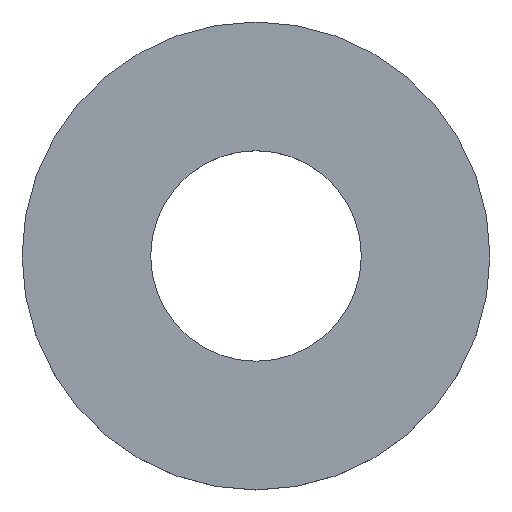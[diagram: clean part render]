
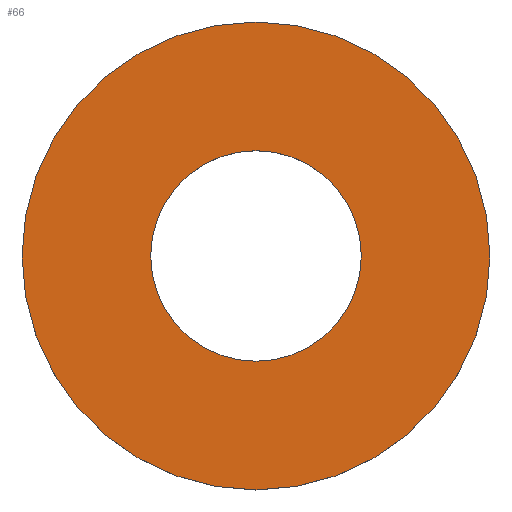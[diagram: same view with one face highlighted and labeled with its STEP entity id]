
A CAD part, top view. The second image highlights one B-rep face of the part: STEP entity #66.
In plain terms, the highlighted planar face has unit normal (0, 0, 1).
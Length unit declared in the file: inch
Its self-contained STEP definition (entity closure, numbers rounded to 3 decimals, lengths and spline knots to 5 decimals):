
#6 = DIRECTION ( 'NONE',  ( 0., 0., 1. ) ) ;
#12 = CARTESIAN_POINT ( 'NONE',  ( 0., 0., 0. ) ) ;
#16 = CARTESIAN_POINT ( 'NONE',  ( 0., 0., 0. ) ) ;
#17 = ORIENTED_EDGE ( 'NONE', *, *, #73, .F. ) ;
#18 = ORIENTED_EDGE ( 'NONE', *, *, #230, .T. ) ;
#28 = DIRECTION ( 'NONE',  ( 1., 0., 0. ) ) ;
#32 = DIRECTION ( 'NONE',  ( 1., 0., 0. ) ) ;
#39 = AXIS2_PLACEMENT_3D ( 'NONE', #248, #41, #195 ) ;
#41 = DIRECTION ( 'NONE',  ( 0., 0., 1. ) ) ;
#42 = CARTESIAN_POINT ( 'NONE',  ( 0., 0., 0. ) ) ;
#51 = AXIS2_PLACEMENT_3D ( 'NONE', #16, #175, #140 ) ;
#66 = ADVANCED_FACE ( 'NONE', ( #142, #100 ), #97, .T. ) ;
#67 = AXIS2_PLACEMENT_3D ( 'NONE', #167, #245, #32 ) ;
#73 = EDGE_CURVE ( 'NONE', #147, #122, #212, .T. ) ;
#74 = EDGE_CURVE ( 'NONE', #122, #147, #216, .T. ) ;
#76 = VERTEX_POINT ( 'NONE', #238 ) ;
#94 = CARTESIAN_POINT ( 'NONE',  ( 0.14063, 0., 0. ) ) ;
#97 = PLANE ( 'NONE',  #51 ) ;
#100 = FACE_OUTER_BOUND ( 'NONE', #127, .T. ) ;
#102 = AXIS2_PLACEMENT_3D ( 'NONE', #12, #6, #28 ) ;
#122 = VERTEX_POINT ( 'NONE', #141 ) ;
#127 = EDGE_LOOP ( 'NONE', ( #136, #18 ) ) ;
#133 = ORIENTED_EDGE ( 'NONE', *, *, #74, .F. ) ;
#136 = ORIENTED_EDGE ( 'NONE', *, *, #178, .T. ) ;
#140 = DIRECTION ( 'NONE',  ( 1., 0., 0. ) ) ;
#141 = CARTESIAN_POINT ( 'NONE',  ( -0.14063, 0., 0. ) ) ;
#142 = FACE_BOUND ( 'NONE', #224, .T. ) ;
#147 = VERTEX_POINT ( 'NONE', #94 ) ;
#158 = DIRECTION ( 'NONE',  ( 0., 0., 1. ) ) ;
#167 = CARTESIAN_POINT ( 'NONE',  ( 0., 0., 0. ) ) ;
#174 = CARTESIAN_POINT ( 'NONE',  ( -0.3125, 0., 0. ) ) ;
#175 = DIRECTION ( 'NONE',  ( 0., 0., 1. ) ) ;
#178 = EDGE_CURVE ( 'NONE', #76, #192, #205, .T. ) ;
#192 = VERTEX_POINT ( 'NONE', #174 ) ;
#195 = DIRECTION ( 'NONE',  ( 1., 0., 0. ) ) ;
#200 = CIRCLE ( 'NONE', #102, 0.3125 ) ;
#205 = CIRCLE ( 'NONE', #67, 0.3125 ) ;
#212 = CIRCLE ( 'NONE', #39, 0.14063 ) ;
#216 = CIRCLE ( 'NONE', #244, 0.14063 ) ;
#224 = EDGE_LOOP ( 'NONE', ( #17, #133 ) ) ;
#225 = DIRECTION ( 'NONE',  ( 1., 0., 0. ) ) ;
#230 = EDGE_CURVE ( 'NONE', #192, #76, #200, .T. ) ;
#238 = CARTESIAN_POINT ( 'NONE',  ( 0.3125, 0., 0. ) ) ;
#244 = AXIS2_PLACEMENT_3D ( 'NONE', #42, #158, #225 ) ;
#245 = DIRECTION ( 'NONE',  ( 0., 0., 1. ) ) ;
#248 = CARTESIAN_POINT ( 'NONE',  ( 0., 0., 0. ) ) ;
